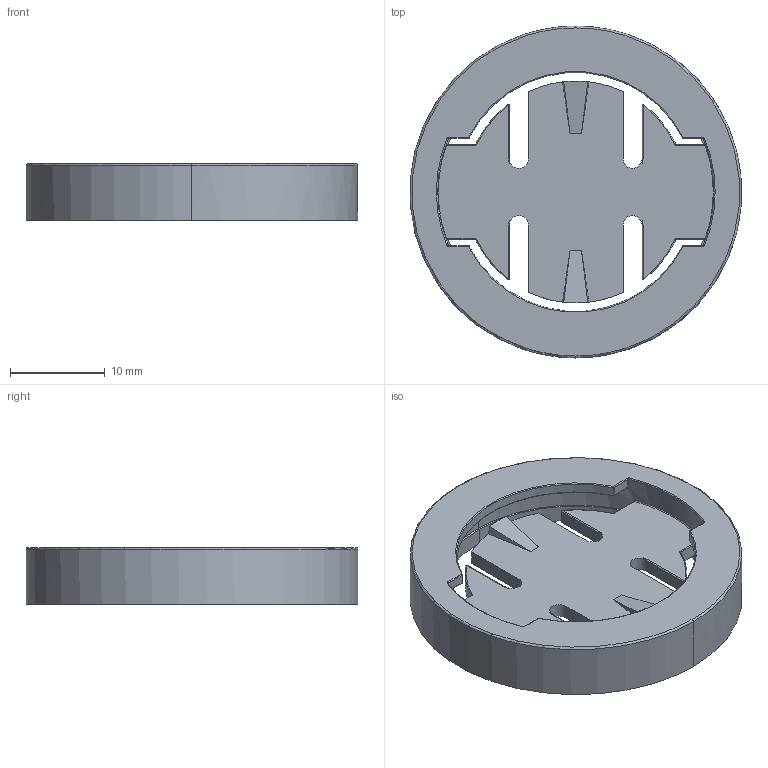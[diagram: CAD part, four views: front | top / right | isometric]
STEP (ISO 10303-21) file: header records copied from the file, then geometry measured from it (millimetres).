
FILE_DESCRIPTION(('STEP AP214'),'1');
FILE_NAME('Garmin quarter turn socket.stp','2020-11-18T14:43:58',('Paul Barnard'),(''),'Spatial InterOp 3D',' ',' ');
FILE_SCHEMA(('AUTOMOTIVE_DESIGN { 1 0 10303 214 1 1 1 1 }'));
Length unit declared in the file: inch
Products named in the file (1): Body6
Bounding box: 34.95 x 35 x 6 mm (x, y, z)
Volume: 2591.6 mm3; surface area: 4013.7 mm2
Topology: 3 solids, 3 shells, 162 faces, 405 edges, 245 vertices
Faces by surface type: cylinder 68, plane 42, torus 32, sphere 12, bspline 8
Entity records: 6576 total; most frequent: CARTESIAN_POINT 1291, DIRECTION 907, ORIENTED_EDGE 802, EDGE_CURVE 401, AXIS2_PLACEMENT_3D 377, VERTEX_POINT 245, CIRCLE 214, EDGE_LOOP 166
